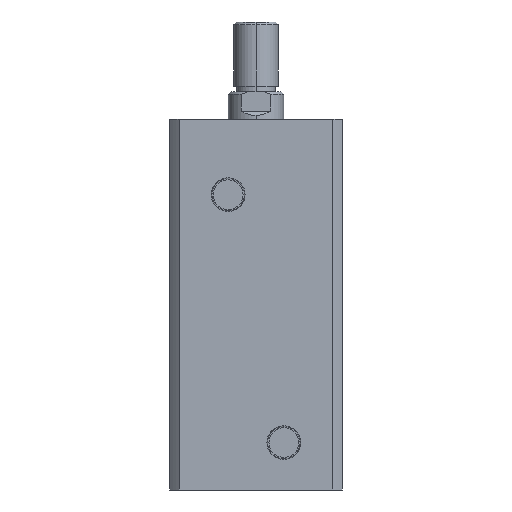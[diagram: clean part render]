
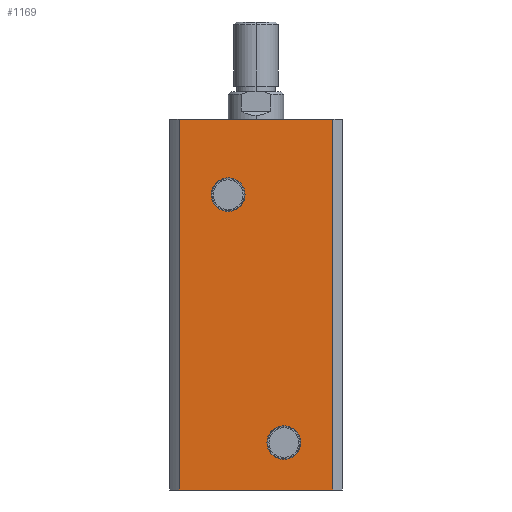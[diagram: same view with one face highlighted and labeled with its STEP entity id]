
A CAD part, left-side view. The second image highlights one B-rep face of the part: STEP entity #1169.
In plain terms, the highlighted planar face has unit normal (-1, 0, 0).
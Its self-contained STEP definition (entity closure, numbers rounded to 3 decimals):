
#33 = AXIS2_PLACEMENT_3D ( 'NONE', #1633, #1631, #1637 ) ;
#129 = VERTEX_POINT ( 'NONE', #2643 ) ;
#202 = VERTEX_POINT ( 'NONE', #2640 ) ;
#208 = VERTEX_POINT ( 'NONE', #2632 ) ;
#326 = EDGE_CURVE ( 'NONE', #129, #2542, #2071, .T. ) ;
#419 = EDGE_CURVE ( 'NONE', #208, #3128, #2217, .T. ) ;
#420 = EDGE_CURVE ( 'NONE', #208, #2525, #2222, .T. ) ;
#421 = EDGE_CURVE ( 'NONE', #2525, #202, #2225, .T. ) ;
#422 = EDGE_CURVE ( 'NONE', #3128, #202, #2227, .T. ) ;
#423 = EDGE_CURVE ( 'NONE', #3116, #3143, #2229, .T. ) ;
#442 = EDGE_CURVE ( 'NONE', #3143, #3116, #2253, .T. ) ;
#524 = EDGE_CURVE ( 'NONE', #2542, #129, #2357, .T. ) ;
#556 = AXIS2_PLACEMENT_3D ( 'NONE', #2847, #2848, #2849 ) ;
#586 = AXIS2_PLACEMENT_3D ( 'NONE', #3065, #3066, #3067 ) ;
#596 = AXIS2_PLACEMENT_3D ( 'NONE', #1243, #1244, #1245 ) ;
#638 = AXIS2_PLACEMENT_3D ( 'NONE', #1459, #1460, #1461 ) ;
#887 = CARTESIAN_POINT ( 'NONE',  ( -31., -27.591, 133. ) ) ;
#909 = CARTESIAN_POINT ( 'NONE',  ( -31., 10., 99.94 ) ) ;
#932 = CARTESIAN_POINT ( 'NONE',  ( -31., -10., 23.06 ) ) ;
#944 = CARTESIAN_POINT ( 'NONE',  ( -31., 27.591, 0. ) ) ;
#959 = CARTESIAN_POINT ( 'NONE',  ( -31., -10., 10.94 ) ) ;
#1169 = ADVANCED_FACE ( 'NONE', ( #2452, #2460, #2456 ), #1635, .F. ) ;
#1243 = CARTESIAN_POINT ( 'NONE',  ( -31., -10., 17. ) ) ;
#1244 = DIRECTION ( 'NONE',  ( -1., 0., 0. ) ) ;
#1245 = DIRECTION ( 'NONE',  ( 0., 0., 1. ) ) ;
#1459 = CARTESIAN_POINT ( 'NONE',  ( -31., 10., 106. ) ) ;
#1460 = DIRECTION ( 'NONE',  ( -1., 0., 0. ) ) ;
#1461 = DIRECTION ( 'NONE',  ( 0., 0., 1. ) ) ;
#1631 = DIRECTION ( 'NONE',  ( 1., 0., 0. ) ) ;
#1633 = CARTESIAN_POINT ( 'NONE',  ( -31., 0., 133. ) ) ;
#1635 = PLANE ( 'NONE',  #33 ) ;
#1637 = DIRECTION ( 'NONE',  ( 0., 0., -1. ) ) ;
#2071 = CIRCLE ( 'NONE', #556, 6.06 ) ;
#2217 = LINE ( 'NONE', #3054, #2224 ) ;
#2222 = LINE ( 'NONE', #3053, #2226 ) ;
#2224 = VECTOR ( 'NONE', #3049, 1000. ) ;
#2225 = LINE ( 'NONE', #3060, #2228 ) ;
#2226 = VECTOR ( 'NONE', #3059, 1000. ) ;
#2227 = LINE ( 'NONE', #3062, #2230 ) ;
#2228 = VECTOR ( 'NONE', #3061, 1000. ) ;
#2229 = CIRCLE ( 'NONE', #586, 6.06 ) ;
#2230 = VECTOR ( 'NONE', #3063, 1000. ) ;
#2253 = CIRCLE ( 'NONE', #596, 6.06 ) ;
#2357 = CIRCLE ( 'NONE', #638, 6.06 ) ;
#2452 = FACE_BOUND ( 'NONE', #3586, .T. ) ;
#2456 = FACE_OUTER_BOUND ( 'NONE', #3539, .T. ) ;
#2460 = FACE_BOUND ( 'NONE', #3543, .T. ) ;
#2525 = VERTEX_POINT ( 'NONE', #887 ) ;
#2542 = VERTEX_POINT ( 'NONE', #909 ) ;
#2551 = ORIENTED_EDGE ( 'NONE', *, *, #524, .F. ) ;
#2553 = ORIENTED_EDGE ( 'NONE', *, *, #326, .F. ) ;
#2555 = ORIENTED_EDGE ( 'NONE', *, *, #442, .F. ) ;
#2556 = ORIENTED_EDGE ( 'NONE', *, *, #423, .F. ) ;
#2557 = ORIENTED_EDGE ( 'NONE', *, *, #419, .T. ) ;
#2558 = ORIENTED_EDGE ( 'NONE', *, *, #420, .F. ) ;
#2559 = ORIENTED_EDGE ( 'NONE', *, *, #421, .F. ) ;
#2560 = ORIENTED_EDGE ( 'NONE', *, *, #422, .T. ) ;
#2632 = CARTESIAN_POINT ( 'NONE',  ( -31., 27.591, 133. ) ) ;
#2640 = CARTESIAN_POINT ( 'NONE',  ( -31., -27.591, 0. ) ) ;
#2643 = CARTESIAN_POINT ( 'NONE',  ( -31., 10., 112.06 ) ) ;
#2847 = CARTESIAN_POINT ( 'NONE',  ( -31., 10., 106. ) ) ;
#2848 = DIRECTION ( 'NONE',  ( -1., 0., 0. ) ) ;
#2849 = DIRECTION ( 'NONE',  ( 0., 0., 1. ) ) ;
#3049 = DIRECTION ( 'NONE',  ( 0., 0., -1. ) ) ;
#3053 = CARTESIAN_POINT ( 'NONE',  ( -31., 0., 133. ) ) ;
#3054 = CARTESIAN_POINT ( 'NONE',  ( -31., 27.591, 133. ) ) ;
#3059 = DIRECTION ( 'NONE',  ( 0., -1., 0. ) ) ;
#3060 = CARTESIAN_POINT ( 'NONE',  ( -31., -27.591, 133. ) ) ;
#3061 = DIRECTION ( 'NONE',  ( 0., 0., -1. ) ) ;
#3062 = CARTESIAN_POINT ( 'NONE',  ( -31., 0., 0. ) ) ;
#3063 = DIRECTION ( 'NONE',  ( 0., -1., 0. ) ) ;
#3065 = CARTESIAN_POINT ( 'NONE',  ( -31., -10., 17. ) ) ;
#3066 = DIRECTION ( 'NONE',  ( -1., 0., 0. ) ) ;
#3067 = DIRECTION ( 'NONE',  ( 0., 0., 1. ) ) ;
#3116 = VERTEX_POINT ( 'NONE', #932 ) ;
#3128 = VERTEX_POINT ( 'NONE', #944 ) ;
#3143 = VERTEX_POINT ( 'NONE', #959 ) ;
#3539 = EDGE_LOOP ( 'NONE', ( #2560, #2559, #2558, #2557 ) ) ;
#3543 = EDGE_LOOP ( 'NONE', ( #2556, #2555 ) ) ;
#3586 = EDGE_LOOP ( 'NONE', ( #2553, #2551 ) ) ;
